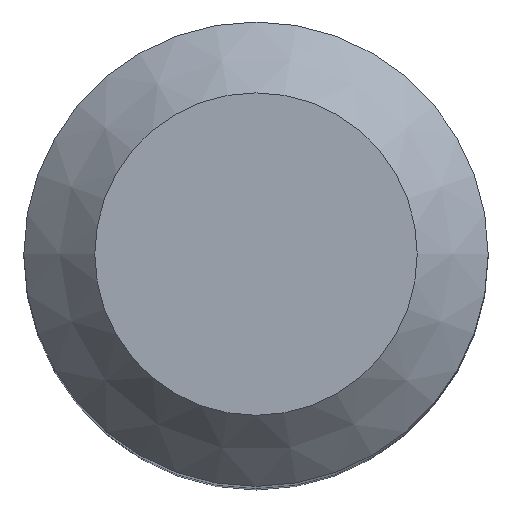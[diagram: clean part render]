
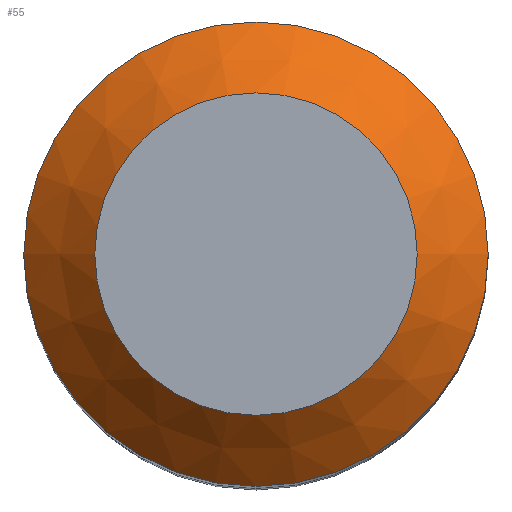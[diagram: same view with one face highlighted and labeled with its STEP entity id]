
A CAD part, top view. The second image highlights one B-rep face of the part: STEP entity #55.
In plain terms, the highlighted conical face has half-angle 45 degrees and reference radius 9 mm.
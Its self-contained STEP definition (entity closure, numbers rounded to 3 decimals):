
#55=ADVANCED_FACE('',(#70,#71),#63,.T.);
#63=CONICAL_SURFACE('',#173,9.,45.);
#70=FACE_BOUND('',#83,.T.);
#71=FACE_BOUND('',#84,.T.);
#83=EDGE_LOOP('',(#97));
#84=EDGE_LOOP('',(#98));
#97=ORIENTED_EDGE('',*,*,#117,.T.);
#98=ORIENTED_EDGE('',*,*,#118,.F.);
#109=VERTEX_POINT('',#249);
#110=VERTEX_POINT('',#252);
#117=EDGE_CURVE('',#109,#109,#124,.T.);
#118=EDGE_CURVE('',#110,#110,#125,.T.);
#124=CIRCLE('',#170,6.25);
#125=CIRCLE('',#172,9.);
#170=AXIS2_PLACEMENT_3D('',#248,#199,#200);
#172=AXIS2_PLACEMENT_3D('',#251,#203,#204);
#173=AXIS2_PLACEMENT_3D('',#253,#205,#206);
#199=DIRECTION('',(0.,0.,-1.));
#200=DIRECTION('',(1.,0.,0.));
#203=DIRECTION('',(0.,0.,-1.));
#204=DIRECTION('',(1.,0.,0.));
#205=DIRECTION('',(0.,0.,-1.));
#206=DIRECTION('',(1.,0.,0.));
#248=CARTESIAN_POINT('',(0.,0.,0.));
#249=CARTESIAN_POINT('',(6.25,0.,0.));
#251=CARTESIAN_POINT('',(0.,0.,-2.75));
#252=CARTESIAN_POINT('',(9.,0.,-2.75));
#253=CARTESIAN_POINT('',(0.,0.,-2.75));
